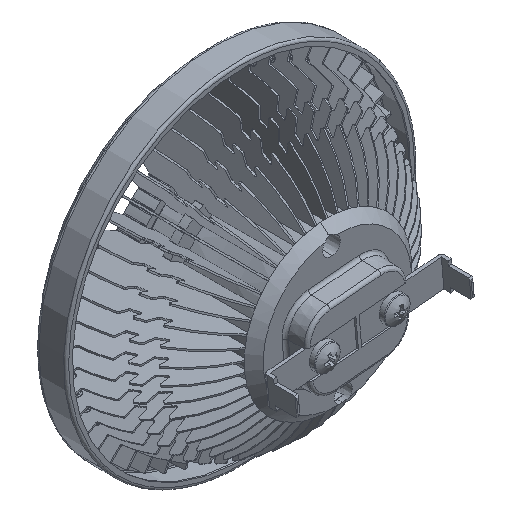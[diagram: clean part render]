
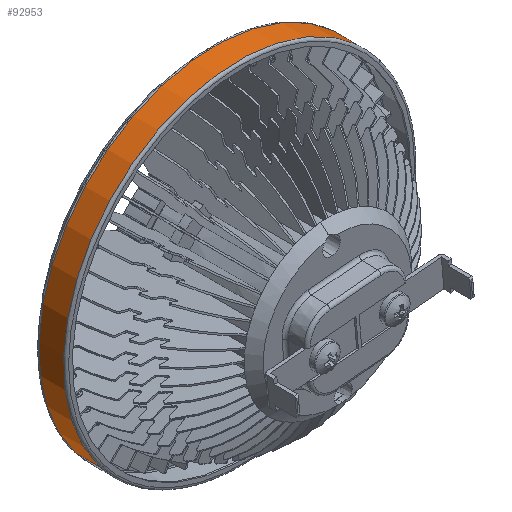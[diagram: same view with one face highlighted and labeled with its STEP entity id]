
A CAD part, isometric view. The second image highlights one B-rep face of the part: STEP entity #92953.
In plain terms, the highlighted cylindrical face has radius 55 mm (diameter 110 mm), a partial arc.
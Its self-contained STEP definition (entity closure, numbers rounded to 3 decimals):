
#2850 = DIRECTION ( 'NONE',  ( -0.609, 0., 0.793 ) ) ;
#19388 = FACE_OUTER_BOUND ( 'NONE', #195518, .T. ) ;
#36565 = CARTESIAN_POINT ( 'NONE',  ( 0., 3.55, 0. ) ) ;
#51204 = AXIS2_PLACEMENT_3D ( 'NONE', #36565, #141619, #132135 ) ;
#56326 = AXIS2_PLACEMENT_3D ( 'NONE', #73505, #218143, #2850 ) ;
#61062 = VERTEX_POINT ( 'NONE', #65891 ) ;
#62946 = DIRECTION ( 'NONE',  ( -0.793, 0., -0.609 ) ) ;
#65891 = CARTESIAN_POINT ( 'NONE',  ( 43.634, 11.25, 33.482 ) ) ;
#73505 = CARTESIAN_POINT ( 'NONE',  ( 0., 11.25, 0. ) ) ;
#84525 = CARTESIAN_POINT ( 'NONE',  ( -43.634, 3.55, -33.482 ) ) ;
#87394 = CARTESIAN_POINT ( 'NONE',  ( -43.634, 3.55, -33.482 ) ) ;
#89059 = EDGE_CURVE ( 'NONE', #100934, #141867, #145804, .T. ) ;
#89681 = DIRECTION ( 'NONE',  ( 0., 1., 0. ) ) ;
#90872 = EDGE_CURVE ( 'NONE', #190230, #100934, #159199, .T. ) ;
#91121 = CIRCLE ( 'NONE', #56326, 55. ) ;
#92953 = ADVANCED_FACE ( 'NONE', ( #19388 ), #214146, .T. ) ;
#97142 = EDGE_CURVE ( 'NONE', #141867, #61062, #91121, .T. ) ;
#100934 = VERTEX_POINT ( 'NONE', #84525 ) ;
#101033 = CARTESIAN_POINT ( 'NONE',  ( 0., 3.55, 0. ) ) ;
#121772 = CARTESIAN_POINT ( 'NONE',  ( -43.634, 11.25, -33.482 ) ) ;
#126918 = AXIS2_PLACEMENT_3D ( 'NONE', #101033, #136758, #62946 ) ;
#132135 = DIRECTION ( 'NONE',  ( -0.793, 0., -0.609 ) ) ;
#136758 = DIRECTION ( 'NONE',  ( 0., -1., 0. ) ) ;
#138508 = DIRECTION ( 'NONE',  ( 0., 1., 0. ) ) ;
#140173 = VECTOR ( 'NONE', #89681, 1000. ) ;
#140434 = ORIENTED_EDGE ( 'NONE', *, *, #90872, .F. ) ;
#141619 = DIRECTION ( 'NONE',  ( 0., 1., 0. ) ) ;
#141867 = VERTEX_POINT ( 'NONE', #121772 ) ;
#145804 = LINE ( 'NONE', #87394, #140173 ) ;
#146056 = EDGE_CURVE ( 'NONE', #190230, #61062, #222996, .T. ) ;
#149573 = ORIENTED_EDGE ( 'NONE', *, *, #89059, .F. ) ;
#159199 = CIRCLE ( 'NONE', #126918, 55. ) ;
#164504 = ORIENTED_EDGE ( 'NONE', *, *, #146056, .T. ) ;
#190230 = VERTEX_POINT ( 'NONE', #226055 ) ;
#195518 = EDGE_LOOP ( 'NONE', ( #140434, #164504, #215565, #149573 ) ) ;
#206339 = VECTOR ( 'NONE', #138508, 1000. ) ;
#214146 = CYLINDRICAL_SURFACE ( 'NONE', #51204, 55. ) ;
#215565 = ORIENTED_EDGE ( 'NONE', *, *, #97142, .F. ) ;
#218143 = DIRECTION ( 'NONE',  ( 0., 1., 0. ) ) ;
#222996 = LINE ( 'NONE', #227134, #206339 ) ;
#226055 = CARTESIAN_POINT ( 'NONE',  ( 43.634, 3.55, 33.482 ) ) ;
#227134 = CARTESIAN_POINT ( 'NONE',  ( 43.634, 3.55, 33.482 ) ) ;
